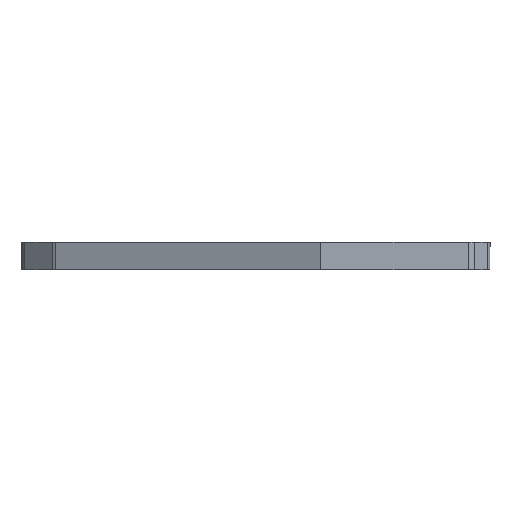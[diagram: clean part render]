
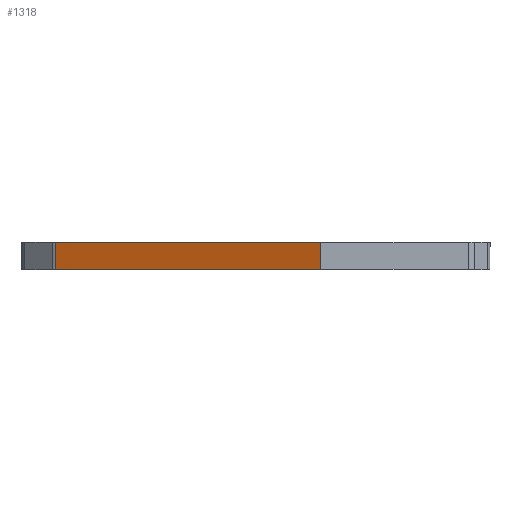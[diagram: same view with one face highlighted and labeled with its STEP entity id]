
A CAD part, left-side view. The second image highlights one B-rep face of the part: STEP entity #1318.
In plain terms, the highlighted planar face has unit normal (-0.919, 0.395, 0).
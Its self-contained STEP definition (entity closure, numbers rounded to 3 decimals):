
#51 = LINE ( 'NONE', #1868, #445 ) ;
#84 = VERTEX_POINT ( 'NONE', #1662 ) ;
#175 = VECTOR ( 'NONE', #1878, 1000. ) ;
#185 = CARTESIAN_POINT ( 'NONE',  ( -30.2, -12.5, -3. ) ) ;
#208 = ORIENTED_EDGE ( 'NONE', *, *, #943, .T. ) ;
#223 = VERTEX_POINT ( 'NONE', #1861 ) ;
#306 = CARTESIAN_POINT ( 'NONE',  ( -17.586, 16.813, -3. ) ) ;
#321 = DIRECTION ( 'NONE',  ( 0.395, 0.919, 0. ) ) ;
#429 = LINE ( 'NONE', #306, #460 ) ;
#445 = VECTOR ( 'NONE', #930, 1000. ) ;
#460 = VECTOR ( 'NONE', #495, 1000. ) ;
#482 = CARTESIAN_POINT ( 'NONE',  ( -30.2, -12.5, 12. ) ) ;
#495 = DIRECTION ( 'NONE',  ( 0., 0., -1. ) ) ;
#543 = ORIENTED_EDGE ( 'NONE', *, *, #1149, .F. ) ;
#627 = CARTESIAN_POINT ( 'NONE',  ( -30.2, -12.5, -3. ) ) ;
#632 = LINE ( 'NONE', #185, #175 ) ;
#839 = ORIENTED_EDGE ( 'NONE', *, *, #1545, .T. ) ;
#894 = DIRECTION ( 'NONE',  ( 0.395, 0.919, 0. ) ) ;
#907 = VECTOR ( 'NONE', #894, 1000. ) ;
#930 = DIRECTION ( 'NONE',  ( 0., 0., -1. ) ) ;
#943 = EDGE_CURVE ( 'NONE', #1124, #84, #429, .T. ) ;
#1056 = EDGE_CURVE ( 'NONE', #84, #1831, #632, .T. ) ;
#1124 = VERTEX_POINT ( 'NONE', #2031 ) ;
#1149 = EDGE_CURVE ( 'NONE', #223, #1831, #51, .T. ) ;
#1169 = FACE_OUTER_BOUND ( 'NONE', #1834, .T. ) ;
#1318 = ADVANCED_FACE ( 'NONE', ( #1169 ), #2008, .F. ) ;
#1545 = EDGE_CURVE ( 'NONE', #223, #1124, #1813, .T. ) ;
#1662 = CARTESIAN_POINT ( 'NONE',  ( -17.586, 16.813, -3. ) ) ;
#1667 = DIRECTION ( 'NONE',  ( 0.919, -0.395, 0. ) ) ;
#1724 = CARTESIAN_POINT ( 'NONE',  ( -20.943, 9.012, 0. ) ) ;
#1813 = LINE ( 'NONE', #1724, #907 ) ;
#1831 = VERTEX_POINT ( 'NONE', #627 ) ;
#1834 = EDGE_LOOP ( 'NONE', ( #839, #208, #2099, #543 ) ) ;
#1861 = CARTESIAN_POINT ( 'NONE',  ( -30.2, -12.5, 0. ) ) ;
#1868 = CARTESIAN_POINT ( 'NONE',  ( -30.2, -12.5, 12. ) ) ;
#1878 = DIRECTION ( 'NONE',  ( -0.395, -0.919, 0. ) ) ;
#2008 = PLANE ( 'NONE',  #2173 ) ;
#2031 = CARTESIAN_POINT ( 'NONE',  ( -17.586, 16.813, 0. ) ) ;
#2099 = ORIENTED_EDGE ( 'NONE', *, *, #1056, .T. ) ;
#2173 = AXIS2_PLACEMENT_3D ( 'NONE', #482, #1667, #321 ) ;
